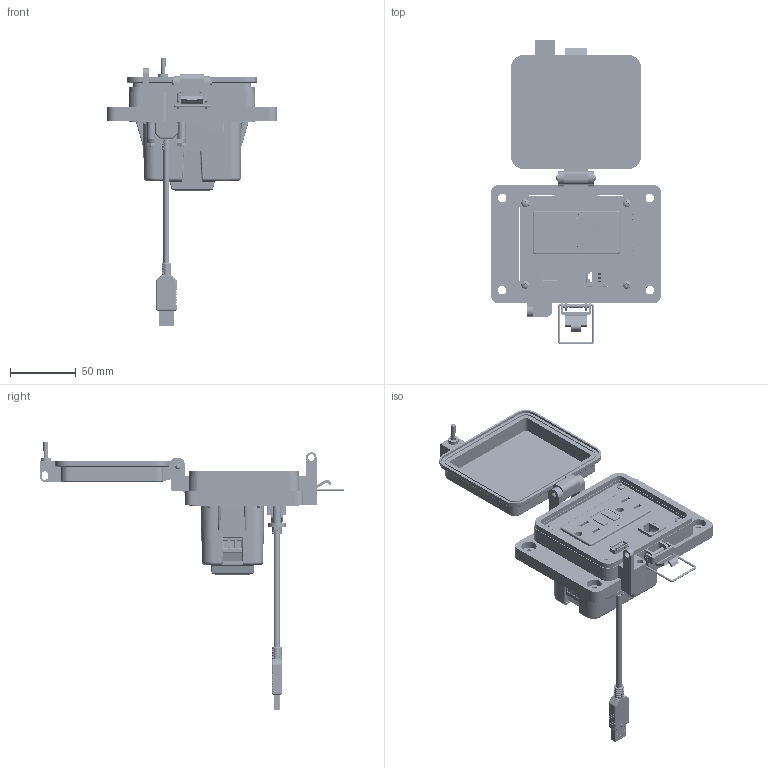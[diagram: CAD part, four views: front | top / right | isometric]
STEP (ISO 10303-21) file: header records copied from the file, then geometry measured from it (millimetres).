
FILE_DESCRIPTION (( 'STEP AP203' ), '1' );
FILE_NAME ('P-P11R62-K2RF0_3D.STEP', '2022-01-12T14:46:44', ( '' ), ( '' ), 'SwSTEP 2.0', 'SolidWorks 2021', '' );
FILE_SCHEMA (( 'CONFIG_CONTROL_DESIGN' ));
Length unit declared in the file: millimetre
Products named in the file (20): P11; Z-200-OTLT-RIOF-15A; Z-120-RIOF-SHELL; P-P11R62-K2RF0_3D; 92005A124_METRIC PAN HEAD PHILLIPS MACHINE SCREW_92005A124; P-P11R62-K2RF0_BP180_1; Z-001-SPR_1-1_4; Z-000-4243316TFP; P-P11R62-K2RF0_TP120_2; P-P11R62-K2RF0_TP060_1; Z-300-RJ45CAT6; Z-200-OTLT-GFIH-15A_sheared; Z-020-3047; Z-000-440112FH_90273A119; R62; Z-002-4401_4HN_90675A005; RF; Z-H-K2_B; P-P11R62-K2RF0_FP060_1; -K2
Assembly tree (26 placements, depth 4):
  P-P11R62-K2RF0_3D
    -K2
      Z-H-K2_B
    P-P11R62-K2RF0_FP060_1
    P-P11R62-K2RF0_BP180_1
    P-P11R62-K2RF0_TP060_1
    P-P11R62-K2RF0_TP120_2
    Z-000-4243316TFP  x2
    P11
      Z-020-3047
    Z-000-440112FH_90273A119  x2
    Z-001-SPR_1-1_4  x2
    Z-002-4401_4HN_90675A005  x2
    R62
      Z-300-RJ45CAT6
    RF
      Z-200-OTLT-RIOF-15A
        Z-120-RIOF-SHELL
        Z-200-OTLT-GFIH-15A_sheared
    92005A124_METRIC PAN HEAD PHILLIPS MACHINE SCREW_92005A124  x4
Bounding box: 129 x 231.28 x 204.1 mm (x, y, z)
Volume: 305001.7 mm3; surface area: 193131.8 mm2
Topology: 54 solids, 60 shells, 7284 faces, 19433 edges, 12400 vertices
Faces by surface type: plane 2974, cylinder 2641, bspline 1305, cone 214, torus 92, sphere 58
Entity records: 261999 total; most frequent: CARTESIAN_POINT 115980, ORIENTED_EDGE 33232, DIRECTION 25080, EDGE_CURVE 16616, VERTEX_POINT 10563, VECTOR 9684, LINE 9684, AXIS2_PLACEMENT_3D 7698
